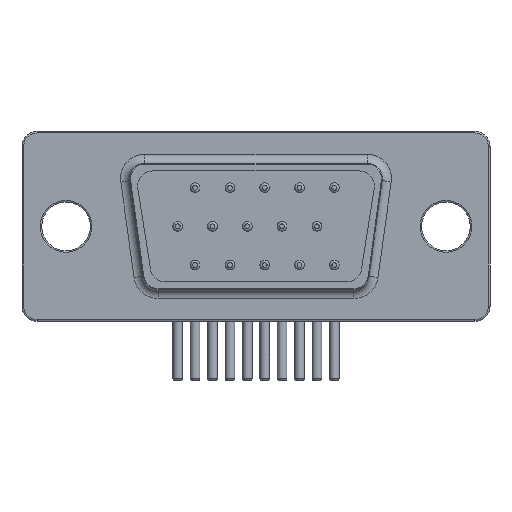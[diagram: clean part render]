
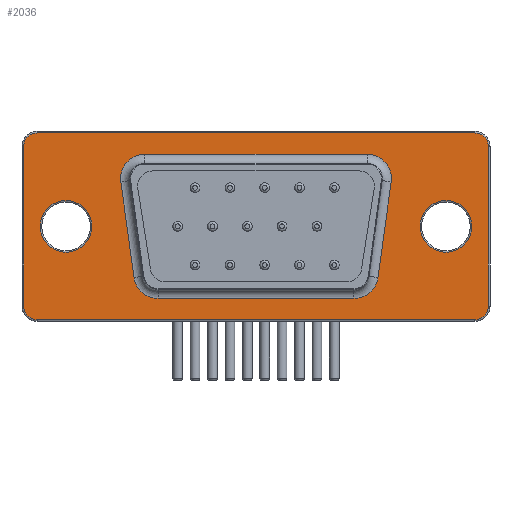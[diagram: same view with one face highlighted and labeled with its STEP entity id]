
A CAD part, front view. The second image highlights one B-rep face of the part: STEP entity #2036.
In plain terms, the highlighted planar face has unit normal (0, -1, 0).
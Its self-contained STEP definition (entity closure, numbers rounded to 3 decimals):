
#1837 = VERTEX_POINT('',#1838);
#1838 = CARTESIAN_POINT('',(-4.89,-14.78,9.181));
#1847 = VERTEX_POINT('',#1848);
#1848 = CARTESIAN_POINT('',(-3.305,-14.78,11.));
#1855 = EDGE_CURVE('',#1837,#1847,#1856,.T.);
#1856 = CIRCLE('',#1857,1.6);
#1857 = AXIS2_PLACEMENT_3D('',#1858,#1859,#1860);
#1858 = CARTESIAN_POINT('',(-3.305,-14.78,9.4));
#1859 = DIRECTION('',(0.,1.,0.));
#1860 = DIRECTION('',(-0.991,0.,
-0.137));
#1871 = EDGE_CURVE('',#1847,#1872,#1874,.T.);
#1872 = VERTEX_POINT('',#1873);
#1873 = CARTESIAN_POINT('',(11.32,-14.78,11.));
#1874 = LINE('',#1875,#1876);
#1875 = CARTESIAN_POINT('',(-3.305,-14.78,11.));
#1876 = VECTOR('',#1877,1.);
#1877 = DIRECTION('',(1.,0.,0.));
#1896 = VERTEX_POINT('',#1897);
#1897 = CARTESIAN_POINT('',(-4.021,-14.78,2.881));
#1904 = EDGE_CURVE('',#1896,#1837,#1905,.T.);
#1905 = LINE('',#1906,#1907);
#1906 = CARTESIAN_POINT('',(-4.021,-14.78,2.881));
#1907 = VECTOR('',#1908,1.);
#1908 = DIRECTION('',(-0.137,0.,0.991)
);
#1923 = VERTEX_POINT('',#1924);
#1924 = CARTESIAN_POINT('',(12.905,-14.78,9.181));
#1931 = EDGE_CURVE('',#1872,#1923,#1932,.T.);
#1932 = CIRCLE('',#1933,1.6);
#1933 = AXIS2_PLACEMENT_3D('',#1934,#1935,#1936);
#1934 = CARTESIAN_POINT('',(11.32,-14.78,9.4));
#1935 = DIRECTION('',(0.,1.,0.));
#1936 = DIRECTION('',(0.,0.,1.));
#1947 = VERTEX_POINT('',#1948);
#1948 = CARTESIAN_POINT('',(-2.436,-14.78,1.5));
#1957 = EDGE_CURVE('',#1947,#1896,#1958,.T.);
#1958 = CIRCLE('',#1959,1.6);
#1959 = AXIS2_PLACEMENT_3D('',#1960,#1961,#1962);
#1960 = CARTESIAN_POINT('',(-2.436,-14.78,3.1));
#1961 = DIRECTION('',(0.,1.,0.));
#1962 = DIRECTION('',(0.,0.,-1.));
#1973 = EDGE_CURVE('',#1923,#1974,#1976,.T.);
#1974 = VERTEX_POINT('',#1975);
#1975 = CARTESIAN_POINT('',(12.036,-14.78,2.881));
#1976 = LINE('',#1977,#1978);
#1977 = CARTESIAN_POINT('',(12.905,-14.78,9.181));
#1978 = VECTOR('',#1979,1.);
#1979 = DIRECTION('',(-0.137,0.,
-0.991));
#1998 = VERTEX_POINT('',#1999);
#1999 = CARTESIAN_POINT('',(10.451,-14.78,1.5));
#2006 = EDGE_CURVE('',#1998,#1947,#2007,.T.);
#2007 = LINE('',#2008,#2009);
#2008 = CARTESIAN_POINT('',(10.451,-14.78,1.5));
#2009 = VECTOR('',#2010,1.);
#2010 = DIRECTION('',(-1.,0.,0.));
#2025 = EDGE_CURVE('',#1974,#1998,#2026,.T.);
#2026 = CIRCLE('',#2027,1.6);
#2027 = AXIS2_PLACEMENT_3D('',#2028,#2029,#2030);
#2028 = CARTESIAN_POINT('',(10.451,-14.78,3.1));
#2029 = DIRECTION('',(0.,1.,0.));
#2030 = DIRECTION('',(0.991,0.,-0.137
));
#2036 = ADVANCED_FACE('',(#2037,#2047,#2117,#2128),#2139,.T.);
#2037 = FACE_BOUND('',#2038,.T.);
#2038 = EDGE_LOOP('',(#2039,#2040,#2041,#2042,#2043,#2044,#2045,#2046));
#2039 = ORIENTED_EDGE('',*,*,#2006,.T.);
#2040 = ORIENTED_EDGE('',*,*,#1957,.T.);
#2041 = ORIENTED_EDGE('',*,*,#1904,.T.);
#2042 = ORIENTED_EDGE('',*,*,#1855,.T.);
#2043 = ORIENTED_EDGE('',*,*,#1871,.T.);
#2044 = ORIENTED_EDGE('',*,*,#1931,.T.);
#2045 = ORIENTED_EDGE('',*,*,#1973,.T.);
#2046 = ORIENTED_EDGE('',*,*,#2025,.T.);
#2047 = FACE_BOUND('',#2048,.T.);
#2048 = EDGE_LOOP('',(#2049,#2059,#2068,#2076,#2085,#2093,#2102,#2110));
#2049 = ORIENTED_EDGE('',*,*,#2050,.T.);
#2050 = EDGE_CURVE('',#2051,#2053,#2055,.T.);
#2051 = VERTEX_POINT('',#2052);
#2052 = CARTESIAN_POINT('',(18.408,-14.78,12.4));
#2053 = VERTEX_POINT('',#2054);
#2054 = CARTESIAN_POINT('',(-10.393,-14.78,12.4));
#2055 = LINE('',#2056,#2057);
#2056 = CARTESIAN_POINT('',(18.408,-14.78,12.4));
#2057 = VECTOR('',#2058,1.);
#2058 = DIRECTION('',(-1.,0.,0.));
#2059 = ORIENTED_EDGE('',*,*,#2060,.T.);
#2060 = EDGE_CURVE('',#2053,#2061,#2063,.T.);
#2061 = VERTEX_POINT('',#2062);
#2062 = CARTESIAN_POINT('',(-11.293,-14.78,11.5));
#2063 = CIRCLE('',#2064,0.9);
#2064 = AXIS2_PLACEMENT_3D('',#2065,#2066,#2067);
#2065 = CARTESIAN_POINT('',(-10.393,-14.78,11.5));
#2066 = DIRECTION('',(0.,-1.,0.));
#2067 = DIRECTION('',(0.,0.,1.));
#2068 = ORIENTED_EDGE('',*,*,#2069,.T.);
#2069 = EDGE_CURVE('',#2061,#2070,#2072,.T.);
#2070 = VERTEX_POINT('',#2071);
#2071 = CARTESIAN_POINT('',(-11.293,-14.78,1.));
#2072 = LINE('',#2073,#2074);
#2073 = CARTESIAN_POINT('',(-11.293,-14.78,11.5));
#2074 = VECTOR('',#2075,1.);
#2075 = DIRECTION('',(0.,0.,-1.));
#2076 = ORIENTED_EDGE('',*,*,#2077,.T.);
#2077 = EDGE_CURVE('',#2070,#2078,#2080,.T.);
#2078 = VERTEX_POINT('',#2079);
#2079 = CARTESIAN_POINT('',(-10.393,-14.78,0.1));
#2080 = CIRCLE('',#2081,0.9);
#2081 = AXIS2_PLACEMENT_3D('',#2082,#2083,#2084);
#2082 = CARTESIAN_POINT('',(-10.393,-14.78,1.));
#2083 = DIRECTION('',(0.,-1.,0.));
#2084 = DIRECTION('',(-1.,0.,0.));
#2085 = ORIENTED_EDGE('',*,*,#2086,.T.);
#2086 = EDGE_CURVE('',#2078,#2087,#2089,.T.);
#2087 = VERTEX_POINT('',#2088);
#2088 = CARTESIAN_POINT('',(18.408,-14.78,0.1));
#2089 = LINE('',#2090,#2091);
#2090 = CARTESIAN_POINT('',(-10.393,-14.78,0.1));
#2091 = VECTOR('',#2092,1.);
#2092 = DIRECTION('',(1.,0.,0.));
#2093 = ORIENTED_EDGE('',*,*,#2094,.T.);
#2094 = EDGE_CURVE('',#2087,#2095,#2097,.T.);
#2095 = VERTEX_POINT('',#2096);
#2096 = CARTESIAN_POINT('',(19.308,-14.78,1.));
#2097 = CIRCLE('',#2098,0.9);
#2098 = AXIS2_PLACEMENT_3D('',#2099,#2100,#2101);
#2099 = CARTESIAN_POINT('',(18.408,-14.78,1.));
#2100 = DIRECTION('',(0.,-1.,0.));
#2101 = DIRECTION('',(0.,0.,-1.));
#2102 = ORIENTED_EDGE('',*,*,#2103,.T.);
#2103 = EDGE_CURVE('',#2095,#2104,#2106,.T.);
#2104 = VERTEX_POINT('',#2105);
#2105 = CARTESIAN_POINT('',(19.308,-14.78,11.5));
#2106 = LINE('',#2107,#2108);
#2107 = CARTESIAN_POINT('',(19.308,-14.78,1.));
#2108 = VECTOR('',#2109,1.);
#2109 = DIRECTION('',(0.,0.,1.));
#2110 = ORIENTED_EDGE('',*,*,#2111,.T.);
#2111 = EDGE_CURVE('',#2104,#2051,#2112,.T.);
#2112 = CIRCLE('',#2113,0.9);
#2113 = AXIS2_PLACEMENT_3D('',#2114,#2115,#2116);
#2114 = CARTESIAN_POINT('',(18.408,-14.78,11.5));
#2115 = DIRECTION('',(0.,-1.,0.));
#2116 = DIRECTION('',(1.,0.,0.));
#2117 = FACE_BOUND('',#2118,.T.);
#2118 = EDGE_LOOP('',(#2119));
#2119 = ORIENTED_EDGE('',*,*,#2120,.F.);
#2120 = EDGE_CURVE('',#2121,#2121,#2123,.T.);
#2121 = VERTEX_POINT('',#2122);
#2122 = CARTESIAN_POINT('',(-6.793,-14.78,6.25));
#2123 = CIRCLE('',#2124,1.7);
#2124 = AXIS2_PLACEMENT_3D('',#2125,#2126,#2127);
#2125 = CARTESIAN_POINT('',(-8.493,-14.78,6.25));
#2126 = DIRECTION('',(0.,-1.,0.));
#2127 = DIRECTION('',(1.,0.,0.));
#2128 = FACE_BOUND('',#2129,.T.);
#2129 = EDGE_LOOP('',(#2130));
#2130 = ORIENTED_EDGE('',*,*,#2131,.F.);
#2131 = EDGE_CURVE('',#2132,#2132,#2134,.T.);
#2132 = VERTEX_POINT('',#2133);
#2133 = CARTESIAN_POINT('',(18.208,-14.78,6.25));
#2134 = CIRCLE('',#2135,1.7);
#2135 = AXIS2_PLACEMENT_3D('',#2136,#2137,#2138);
#2136 = CARTESIAN_POINT('',(16.508,-14.78,6.25));
#2137 = DIRECTION('',(0.,-1.,0.));
#2138 = DIRECTION('',(1.,0.,0.));
#2139 = PLANE('',#2140);
#2140 = AXIS2_PLACEMENT_3D('',#2141,#2142,#2143);
#2141 = CARTESIAN_POINT('',(4.008,-14.78,6.25));
#2142 = DIRECTION('',(0.,-1.,0.));
#2143 = DIRECTION('',(1.,0.,0.));
